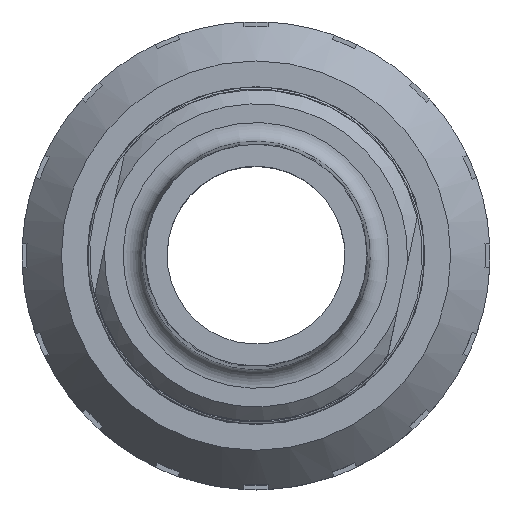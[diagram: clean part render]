
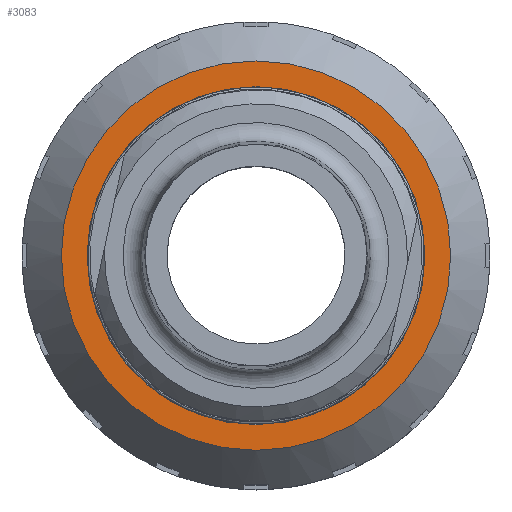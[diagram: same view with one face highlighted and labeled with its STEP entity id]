
A CAD part, top view. The second image highlights one B-rep face of the part: STEP entity #3083.
In plain terms, the highlighted face is planar.
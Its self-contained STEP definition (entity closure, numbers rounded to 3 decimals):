
#120=FACE_BOUND($,#586,.T.);
#223=PLANE($,#3428);
#383=FACE_OUTER_BOUND($,#585,.T.);
#585=EDGE_LOOP($,(#2774));
#586=EDGE_LOOP($,(#2775));
#1225=CIRCLE($,#3421,20.805);
#1228=CIRCLE($,#3429,18.05);
#1527=VERTEX_POINT($,#5329);
#1532=VERTEX_POINT($,#5348);
#1961=EDGE_CURVE($,#1527,#1527,#1225,.T.);
#1970=EDGE_CURVE($,#1532,#1532,#1228,.T.);
#2774=ORIENTED_EDGE($,*,*,#1961,.F.);
#2775=ORIENTED_EDGE($,*,*,#1970,.T.);
#3083=ADVANCED_FACE($,(#383,#120),#223,.T.);
#3421=AXIS2_PLACEMENT_3D($,#5330,#4321,#4322);
#3428=AXIS2_PLACEMENT_3D($,#5347,#4341,#4342);
#3429=AXIS2_PLACEMENT_3D($,#5349,#4343,#4344);
#4321=DIRECTION('center_axis',(0.,0.,1.));
#4322=DIRECTION('ref_axis',(0.,-1.,0.));
#4341=DIRECTION('center_axis',(0.,0.,-1.));
#4342=DIRECTION('ref_axis',(-1.,0.,0.));
#4343=DIRECTION('center_axis',(0.,0.,1.));
#4344=DIRECTION('ref_axis',(0.,-1.,0.));
#5329=CARTESIAN_POINT('',(0.,-20.805,0.));
#5330=CARTESIAN_POINT('Origin',(0.,0.,0.));
#5347=CARTESIAN_POINT('Origin',(0.,-19.427,0.));
#5348=CARTESIAN_POINT('',(0.,-18.05,0.));
#5349=CARTESIAN_POINT('Origin',(0.,0.,0.));
